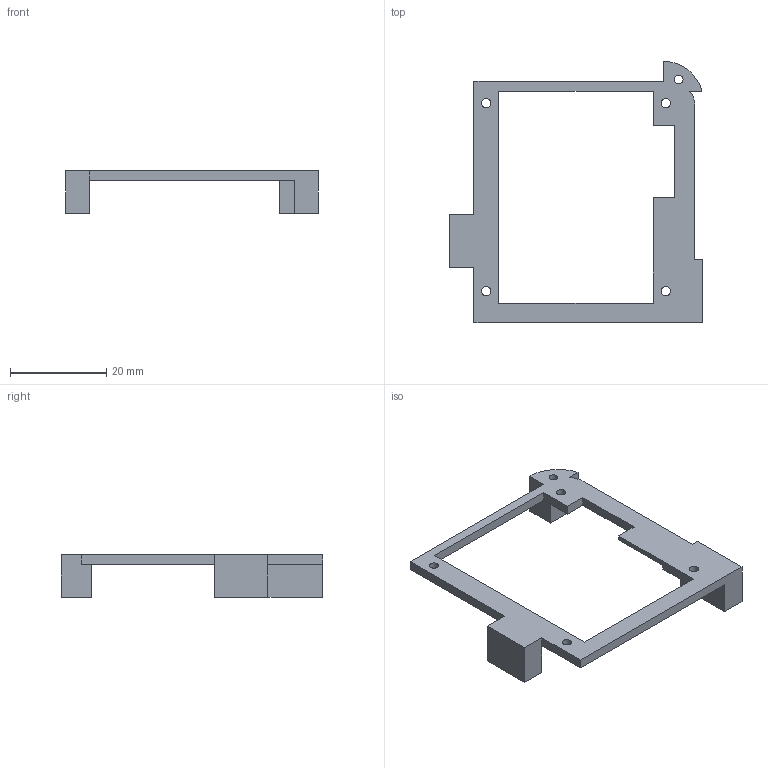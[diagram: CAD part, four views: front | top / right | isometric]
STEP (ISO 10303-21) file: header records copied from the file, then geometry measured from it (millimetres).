
FILE_DESCRIPTION(('FreeCAD Model'),'2;1');
FILE_NAME('Open CASCADE Shape Model','2025-11-12T08:59:12',(''),(''), 'Open CASCADE STEP processor 7.8','FreeCAD','Unknown');
FILE_SCHEMA(('AUTOMOTIVE_DESIGN { 1 0 10303 214 1 1 1 1 }'));
Length unit declared in the file: millimetre
Products named in the file (1): screen-platform
Bounding box: 52.4 x 54.15 x 8.85 mm (x, y, z)
Volume: 2744.4 mm3; surface area: 3263.4 mm2
Topology: 1 solids, 1 shells, 37 faces, 106 edges, 70 vertices
Faces by surface type: plane 30, cylinder 7
Full cylindrical faces by diameter (mm): 1.8 x1, 1.9 x4
Entity records: 1244 total; most frequent: CARTESIAN_POINT 214, ORIENTED_EDGE 212, DIRECTION 196, EDGE_CURVE 106, LINE 92, VECTOR 92, VERTEX_POINT 70, AXIS2_PLACEMENT_3D 52
